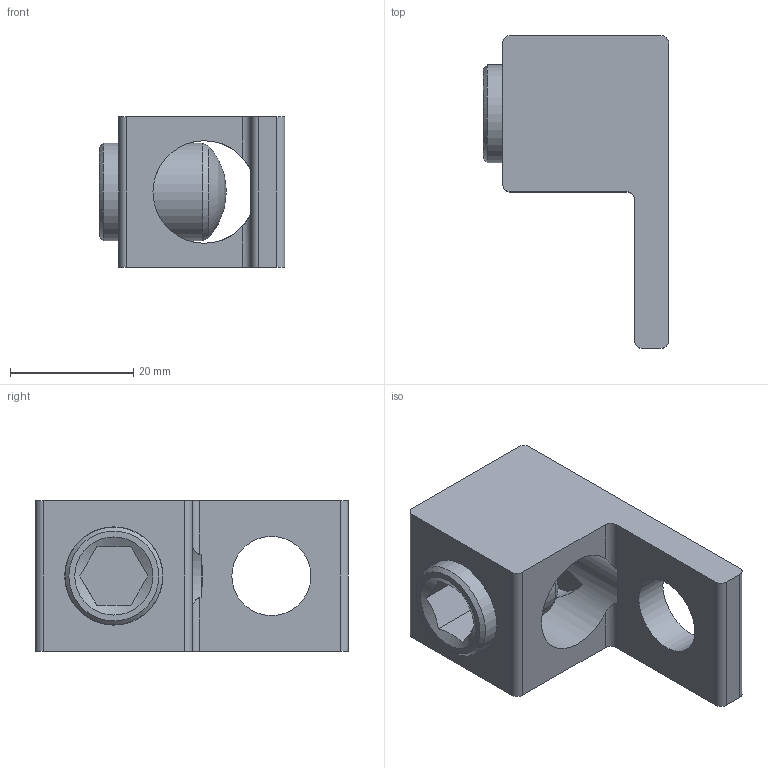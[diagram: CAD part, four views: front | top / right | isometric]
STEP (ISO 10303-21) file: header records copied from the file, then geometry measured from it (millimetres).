
FILE_DESCRIPTION(/* description */ (''),/* implementation_level */ '2;1');
FILE_NAME(/* name */ 'S300-12.8-24.5-M-Assembly.stp',/* time_stamp */ '2016-01-29T13:30:56-05:00',/* author */ ('tsmith'),/* organization */ (''),/* preprocessor_version */ 'ST-DEVELOPER v15.6',/* originating_system */ 'Autodesk Inventor 2015',/* authorisation */ '');
FILE_SCHEMA (('AUTOMOTIVE_DESIGN { 1 0 10303 214 3 1 1 }'));
Length unit declared in the file: inch
Products named in the file (3): S300-12.8-24.5-M; 14237; S300-12.8-24.5-M-Assembly
Assembly tree (2 placements, depth 2):
  S300-12.8-24.5-M-Assembly
    S300-12.8-24.5-M
    14237
Bounding box: 30.15 x 50.8 x 24.49 mm (x, y, z)
Volume: 15754.3 mm3; surface area: 7797.4 mm2
Topology: 2 solids, 2 shells, 38 faces, 96 edges, 63 vertices
Faces by surface type: plane 16, cylinder 13, cone 8, sphere 1
Full cylindrical faces by diameter (mm): 12.852 x1, 14.351 x1, 15.875 x1, 16.662 x1
Entity records: 1245 total; most frequent: CARTESIAN_POINT 328, DIRECTION 180, ORIENTED_EDGE 162, EDGE_CURVE 81, AXIS2_PLACEMENT_3D 70, VERTEX_POINT 58, EDGE_LOOP 55, LINE 40
